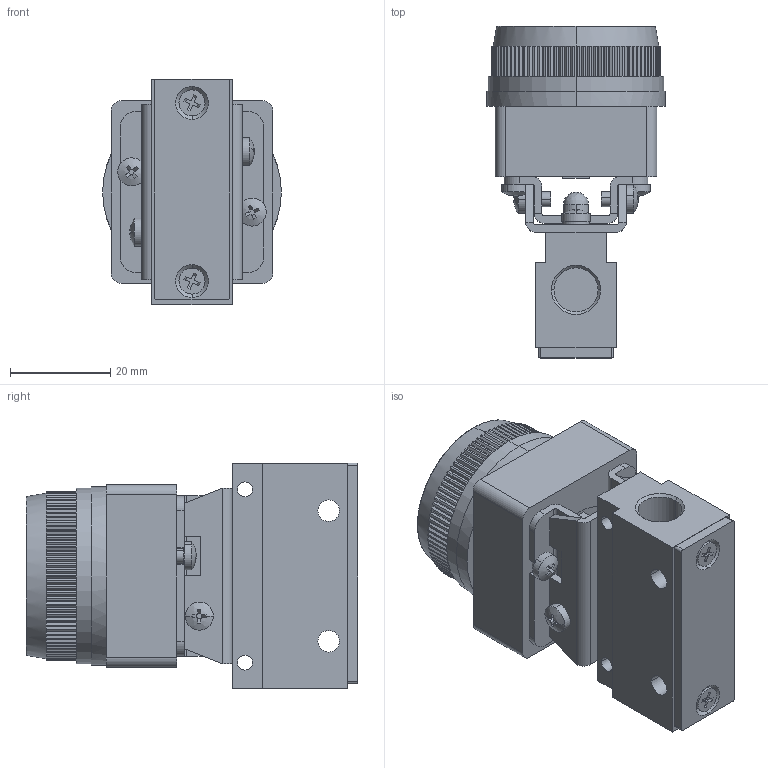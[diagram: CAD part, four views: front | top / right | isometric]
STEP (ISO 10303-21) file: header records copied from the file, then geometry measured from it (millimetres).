
FILE_DESCRIPTION (( 'STEP AP203' ), '1' );
FILE_NAME ('MOV-03PP.step', '2017-03-01T23:36:49', ( '' ), ( '' ), 'SwSTEP 2.0', 'SolidWorks 2016', '' );
FILE_SCHEMA (( 'CONFIG_CONTROL_DESIGN' ));
Length unit declared in the file: millimetre
Products named in the file (1): MOV-03PP
Bounding box: 35.6 x 66.1 x 45 mm (x, y, z)
Volume: 48703.1 mm3; surface area: 19481.4 mm2
Topology: 15 solids, 15 shells, 798 faces, 2007 edges, 1250 vertices
Faces by surface type: plane 500, cylinder 247, cone 30, bspline 21
Entity records: 24361 total; most frequent: CARTESIAN_POINT 5071, DIRECTION 4073, ORIENTED_EDGE 3986, EDGE_CURVE 1993, AXIS2_PLACEMENT_3D 1424, VERTEX_POINT 1250, VECTOR 1225, LINE 1225
